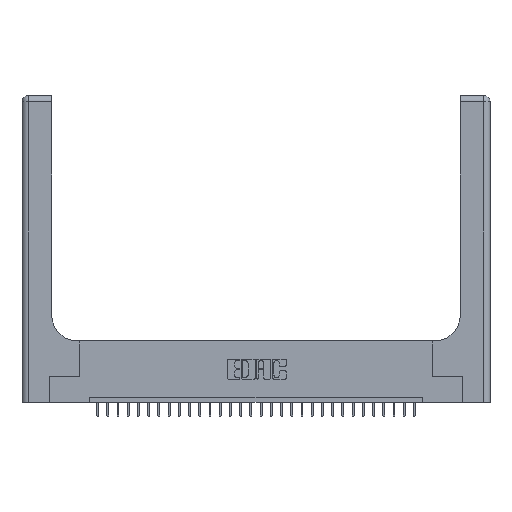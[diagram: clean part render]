
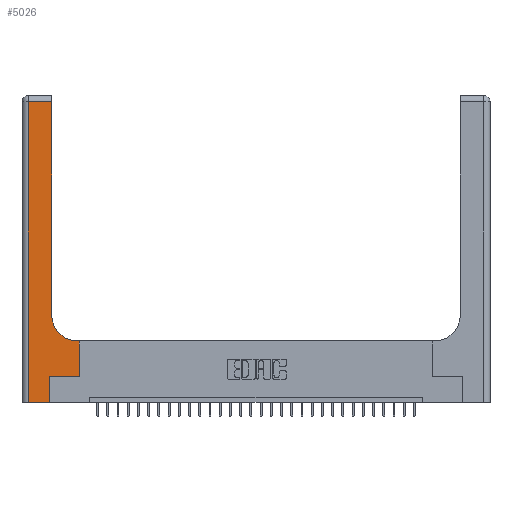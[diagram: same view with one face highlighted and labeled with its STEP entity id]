
A CAD part, top view. The second image highlights one B-rep face of the part: STEP entity #5026.
In plain terms, the highlighted planar face has unit normal (0, 0, 1).
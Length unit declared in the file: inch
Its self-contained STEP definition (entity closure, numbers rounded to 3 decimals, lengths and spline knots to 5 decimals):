
#216 = EDGE_CURVE ( 'NONE', #2625, #26715, #10869, .T. ) ;
#567 = CARTESIAN_POINT ( 'NONE',  ( 0., 2.94, 0.37 ) ) ;
#569 = CARTESIAN_POINT ( 'NONE',  ( 0.269, 0., 0.37 ) ) ;
#576 = VERTEX_POINT ( 'NONE', #25824 ) ;
#656 = ORIENTED_EDGE ( 'NONE', *, *, #15134, .T. ) ;
#1085 = DIRECTION ( 'NONE',  ( 0., -1., 0. ) ) ;
#1117 = CARTESIAN_POINT ( 'NONE',  ( 0.269, 0., 0.37 ) ) ;
#2083 = VERTEX_POINT ( 'NONE', #24755 ) ;
#2543 = LINE ( 'NONE', #21657, #30570 ) ;
#2625 = VERTEX_POINT ( 'NONE', #11466 ) ;
#2901 = DIRECTION ( 'NONE',  ( -1., 0., 0. ) ) ;
#2950 = CIRCLE ( 'NONE', #9915, 0.25 ) ;
#4959 = CARTESIAN_POINT ( 'NONE',  ( 0.2915, 0.6, 0.37 ) ) ;
#5026 = ADVANCED_FACE ( 'NONE', ( #21047 ), #19030, .F. ) ;
#5315 = LINE ( 'NONE', #1117, #11743 ) ;
#5427 = CARTESIAN_POINT ( 'NONE',  ( 0.5415, 0.6, 0.37 ) ) ;
#5937 = VECTOR ( 'NONE', #27279, 39.37008 ) ;
#6574 = DIRECTION ( 'NONE',  ( 0., 1., 0. ) ) ;
#6606 = CARTESIAN_POINT ( 'NONE',  ( 0., 3., 0.37 ) ) ;
#7028 = CARTESIAN_POINT ( 'NONE',  ( 0.06, 0., 0.37 ) ) ;
#7401 = ORIENTED_EDGE ( 'NONE', *, *, #17041, .T. ) ;
#7886 = ORIENTED_EDGE ( 'NONE', *, *, #24607, .T. ) ;
#8694 = DIRECTION ( 'NONE',  ( 0., 1., 0. ) ) ;
#9147 = EDGE_CURVE ( 'NONE', #17998, #2625, #2950, .T. ) ;
#9248 = VECTOR ( 'NONE', #1085, 39.37008 ) ;
#9903 = EDGE_CURVE ( 'NONE', #2083, #27934, #19323, .T. ) ;
#9915 = AXIS2_PLACEMENT_3D ( 'NONE', #13481, #22794, #30083 ) ;
#9996 = EDGE_CURVE ( 'NONE', #27934, #28955, #2543, .T. ) ;
#10869 = LINE ( 'NONE', #18025, #30305 ) ;
#11466 = CARTESIAN_POINT ( 'NONE',  ( 0.2915, 0.85, 0.37 ) ) ;
#11743 = VECTOR ( 'NONE', #14807, 39.37008 ) ;
#12148 = VECTOR ( 'NONE', #2901, 39.37008 ) ;
#12176 = CARTESIAN_POINT ( 'NONE',  ( 0.06, 3., 0.37 ) ) ;
#13481 = CARTESIAN_POINT ( 'NONE',  ( 0.5415, 0.85, 0.37 ) ) ;
#13910 = DIRECTION ( 'NONE',  ( 0., 0., -1. ) ) ;
#14807 = DIRECTION ( 'NONE',  ( 0., 1., 0. ) ) ;
#15134 = EDGE_CURVE ( 'NONE', #28955, #24113, #5315, .T. ) ;
#15722 = ORIENTED_EDGE ( 'NONE', *, *, #9147, .T. ) ;
#16301 = EDGE_CURVE ( 'NONE', #576, #22759, #30172, .T. ) ;
#16773 = LINE ( 'NONE', #4959, #26543 ) ;
#17041 = EDGE_CURVE ( 'NONE', #24113, #576, #29297, .T. ) ;
#17813 = VECTOR ( 'NONE', #6574, 39.37008 ) ;
#17998 = VERTEX_POINT ( 'NONE', #5427 ) ;
#18025 = CARTESIAN_POINT ( 'NONE',  ( 0.2915, 3., 0.37 ) ) ;
#19030 = PLANE ( 'NONE',  #27335 ) ;
#19323 = LINE ( 'NONE', #12176, #9248 ) ;
#21047 = FACE_OUTER_BOUND ( 'NONE', #24712, .T. ) ;
#21157 = ORIENTED_EDGE ( 'NONE', *, *, #25012, .T. ) ;
#21607 = ORIENTED_EDGE ( 'NONE', *, *, #16301, .T. ) ;
#21657 = CARTESIAN_POINT ( 'NONE',  ( 0., 0., 0.37 ) ) ;
#22466 = CARTESIAN_POINT ( 'NONE',  ( 0.269, 0.25, 0.37 ) ) ;
#22759 = VERTEX_POINT ( 'NONE', #25709 ) ;
#22794 = DIRECTION ( 'NONE',  ( 0., 0., -1. ) ) ;
#23221 = DIRECTION ( 'NONE',  ( -1., 0., 0. ) ) ;
#24113 = VERTEX_POINT ( 'NONE', #30624 ) ;
#24195 = ORIENTED_EDGE ( 'NONE', *, *, #9996, .T. ) ;
#24607 = EDGE_CURVE ( 'NONE', #22759, #17998, #16773, .T. ) ;
#24712 = EDGE_LOOP ( 'NONE', ( #26109, #21157, #29936, #24195, #656, #7401, #21607, #7886, #15722 ) ) ;
#24755 = CARTESIAN_POINT ( 'NONE',  ( 0.06, 2.94, 0.37 ) ) ;
#25012 = EDGE_CURVE ( 'NONE', #26715, #2083, #26519, .T. ) ;
#25376 = CARTESIAN_POINT ( 'NONE',  ( 0.5585, 0.25, 0.37 ) ) ;
#25709 = CARTESIAN_POINT ( 'NONE',  ( 0.5585, 0.6, 0.37 ) ) ;
#25824 = CARTESIAN_POINT ( 'NONE',  ( 0.5585, 0.25, 0.37 ) ) ;
#26109 = ORIENTED_EDGE ( 'NONE', *, *, #216, .T. ) ;
#26401 = DIRECTION ( 'NONE',  ( -1., 0., 0. ) ) ;
#26519 = LINE ( 'NONE', #567, #12148 ) ;
#26543 = VECTOR ( 'NONE', #26401, 39.37008 ) ;
#26715 = VERTEX_POINT ( 'NONE', #29270 ) ;
#27279 = DIRECTION ( 'NONE',  ( 1., 0., 0. ) ) ;
#27335 = AXIS2_PLACEMENT_3D ( 'NONE', #6606, #13910, #23221 ) ;
#27934 = VERTEX_POINT ( 'NONE', #7028 ) ;
#28476 = DIRECTION ( 'NONE',  ( 1., 0., 0. ) ) ;
#28955 = VERTEX_POINT ( 'NONE', #569 ) ;
#29270 = CARTESIAN_POINT ( 'NONE',  ( 0.2915, 2.94, 0.37 ) ) ;
#29297 = LINE ( 'NONE', #22466, #5937 ) ;
#29936 = ORIENTED_EDGE ( 'NONE', *, *, #9903, .T. ) ;
#30083 = DIRECTION ( 'NONE',  ( 1., 0., 0. ) ) ;
#30172 = LINE ( 'NONE', #25376, #17813 ) ;
#30305 = VECTOR ( 'NONE', #8694, 39.37008 ) ;
#30570 = VECTOR ( 'NONE', #28476, 39.37008 ) ;
#30624 = CARTESIAN_POINT ( 'NONE',  ( 0.269, 0.25, 0.37 ) ) ;
